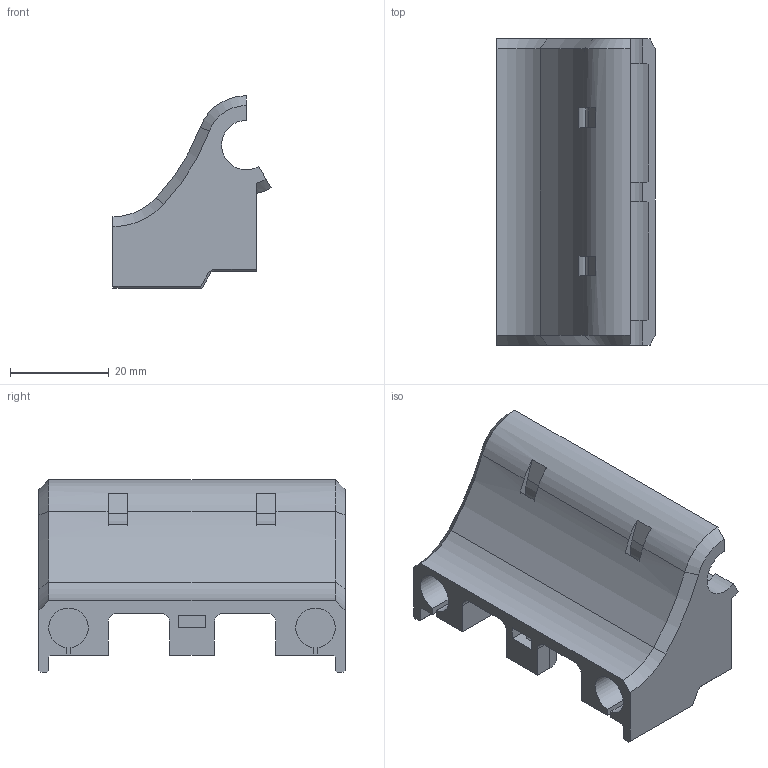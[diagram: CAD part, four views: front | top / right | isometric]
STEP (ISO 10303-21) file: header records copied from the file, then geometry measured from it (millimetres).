
FILE_DESCRIPTION(('FreeCAD Model'),'2;1');
FILE_NAME('LYcarriage.step','2016-11-21T16:32:18',('Author'),(''), 'Open CASCADE STEP processor 6.8','FreeCAD','Unknown');
FILE_SCHEMA(('AUTOMOTIVE_DESIGN_CC2 { 1 2 10303 214 -1 1 5 4 }'));
Length unit declared in the file: millimetre
Products named in the file (2): ASSEMBLY; LYCarriage
Assembly tree (1 placements, depth 2):
  ASSEMBLY
    LYCarriage
Bounding box: 32 x 62 x 39 mm (x, y, z)
Volume: 23037.4 mm3; surface area: 11553.5 mm2
Topology: 1 solids, 1 shells, 138 faces, 369 edges, 239 vertices
Faces by surface type: plane 82, cylinder 38, cone 10, torus 6, bspline 2
Full cylindrical faces by diameter (mm): 3 x8, 6 x2
Entity records: 10709 total; most frequent: CARTESIAN_POINT 3439, DIRECTION 1321, LINE 775, VECTOR 775, ORIENTED_EDGE 738, PCURVE 738, DEFINITIONAL_REPRESENTATION 738, EDGE_CURVE 369
